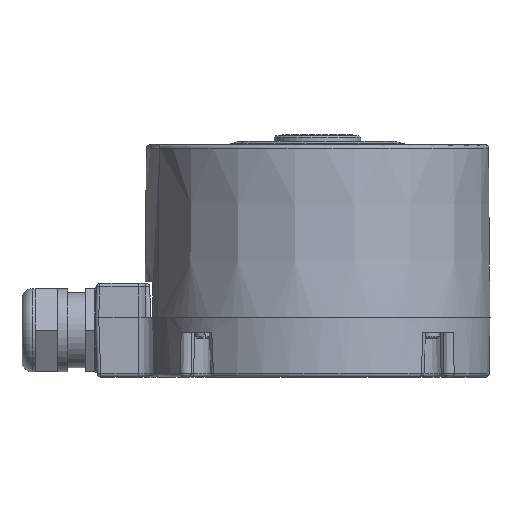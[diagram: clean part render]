
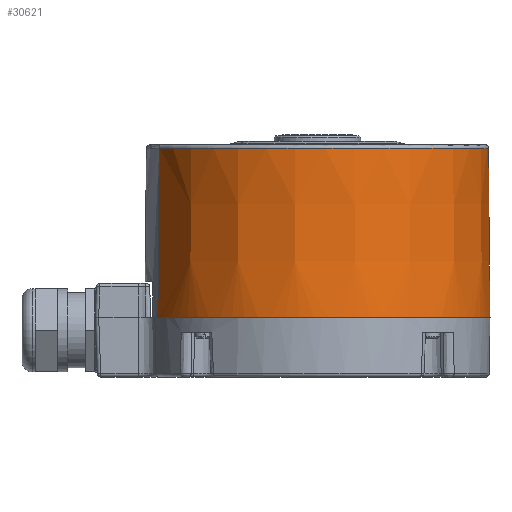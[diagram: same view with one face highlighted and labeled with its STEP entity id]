
A CAD part, left-side view. The second image highlights one B-rep face of the part: STEP entity #30621.
In plain terms, the highlighted conical face has half-angle 0.5 degrees and reference radius 49.531 mm.
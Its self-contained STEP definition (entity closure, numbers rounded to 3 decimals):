
#387=DIRECTION('',(0.003,-0.008,-1.));
#388=VECTOR('',#387,48.811);
#389=CARTESIAN_POINT('',(18.873,-45.564,48.809));
#390=LINE('',#389,#388);
#420=DIRECTION('',(-0.003,0.008,-1.));
#421=VECTOR('',#420,48.811);
#422=CARTESIAN_POINT('',(-18.873,45.564,48.809));
#423=LINE('',#422,#421);
#443=CARTESIAN_POINT('',(0.,0.,0.));
#444=DIRECTION('',(0.,0.,-1.));
#445=DIRECTION('',(0.383,-0.924,0.));
#446=AXIS2_PLACEMENT_3D('',#443,#444,#445);
#12490=CARTESIAN_POINT('',(0.,0.,48.809));
#12491=DIRECTION('',(0.,0.,1.));
#12492=DIRECTION('',(-0.383,0.924,0.));
#12493=AXIS2_PLACEMENT_3D('',#12490,#12491,#12492);
#15459=CARTESIAN_POINT('',(-18.873,45.564,
48.809));
#15460=CARTESIAN_POINT('',(18.873,-45.564,
48.809));
#15461=VERTEX_POINT('',#15459);
#15462=VERTEX_POINT('',#15460);
#16138=CARTESIAN_POINT('',(19.036,-45.957,
0.));
#16139=CARTESIAN_POINT('',(-19.036,45.957,
0.));
#16140=VERTEX_POINT('',#16138);
#16141=VERTEX_POINT('',#16139);
#30610=CARTESIAN_POINT('',(0.,0.,24.404));
#30611=DIRECTION('',(0.,0.,-1.));
#30612=DIRECTION('',(0.383,-0.924,0.));
#30613=AXIS2_PLACEMENT_3D('',#30610,#30611,#30612);
#30614=CONICAL_SURFACE('',#30613,49.531,0.5);
#30615=ORIENTED_EDGE('',*,*,#17120,.T.);
#30616=ORIENTED_EDGE('',*,*,#17096,.F.);
#30617=ORIENTED_EDGE('',*,*,#17062,.T.);
#30618=ORIENTED_EDGE('',*,*,#17087,.T.);
#30619=EDGE_LOOP('',(#30615,#30616,#30617,#30618));
#30620=FACE_OUTER_BOUND('',#30619,.F.);
#447=CIRCLE('',#446,49.744);
#12494=CIRCLE('',#12493,49.318);
#17062=EDGE_CURVE('',#15461,#15462,#12494,.T.);
#17087=EDGE_CURVE('',#15462,#16140,#390,.T.);
#17096=EDGE_CURVE('',#15461,#16141,#423,.T.);
#17120=EDGE_CURVE('',#16140,#16141,#447,.T.);
#30621=ADVANCED_FACE('',(#30620),#30614,.T.);
